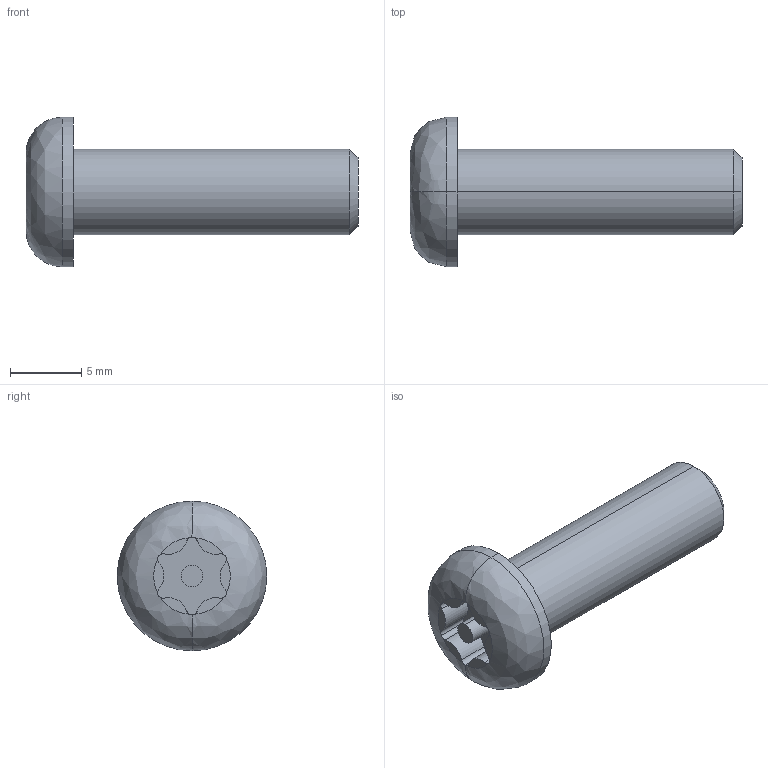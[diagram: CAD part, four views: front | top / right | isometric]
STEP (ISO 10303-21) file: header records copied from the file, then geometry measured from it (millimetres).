
FILE_DESCRIPTION (( 'STEP AP214' ), '1' );
FILE_NAME ('7250142', '2019-02-01T14:22:16', ( '' ), ('JUGARD+KÜNSTNER GmbH'), 'SwSTEP 2.0', 'SolidWorks 2017', '' );
FILE_SCHEMA (( 'AUTOMOTIVE_DESIGN' ));
Length unit declared in the file: millimetre
Products named in the file (1): 7250142_CNAJF00
Bounding box: 23.3 x 10.5 x 10.5 mm (x, y, z)
Volume: 773.8 mm3; surface area: 663.4 mm2
Topology: 1 solids, 1 shells, 38 faces, 96 edges, 62 vertices
Faces by surface type: bspline 20, plane 10, cylinder 6, cone 2
Entity records: 1916 total; most frequent: CARTESIAN_POINT 1127, ORIENTED_EDGE 192, EDGE_CURVE 96, DIRECTION 96, VERTEX_POINT 62, B_SPLINE_CURVE_WITH_KNOTS 48, EDGE_LOOP 40, ADVANCED_FACE 38
